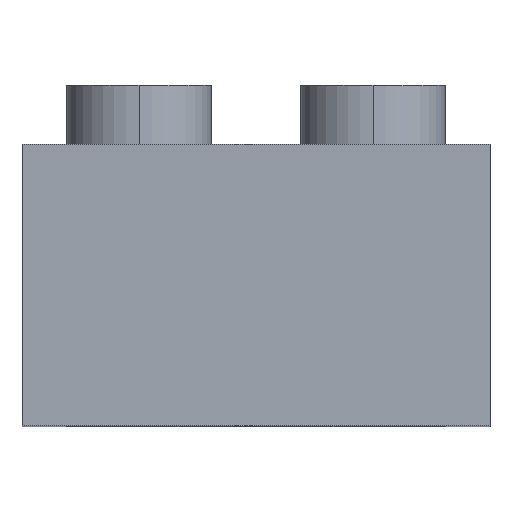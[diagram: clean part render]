
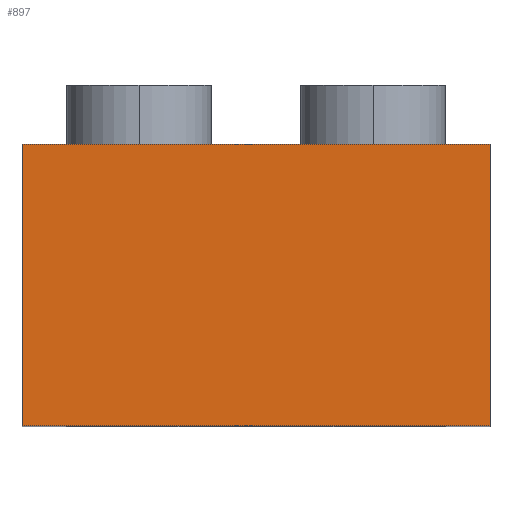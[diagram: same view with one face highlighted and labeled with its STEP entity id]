
A CAD part, top view. The second image highlights one B-rep face of the part: STEP entity #897.
In plain terms, the highlighted planar face has unit normal (0, 0, 1).
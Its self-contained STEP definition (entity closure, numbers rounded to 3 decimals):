
#36 = ORIENTED_EDGE ( 'NONE', *, *, #54, .F. ) ;
#47 = CARTESIAN_POINT ( 'NONE',  ( 15.8, 4.75, 0. ) ) ;
#54 = EDGE_CURVE ( 'NONE', #896, #343, #337, .T. ) ;
#118 = EDGE_CURVE ( 'NONE', #865, #896, #159, .T. ) ;
#119 = DIRECTION ( 'NONE',  ( -1., 0., 0. ) ) ;
#159 = LINE ( 'NONE', #964, #939 ) ;
#174 = DIRECTION ( 'NONE',  ( 0., -1., 0. ) ) ;
#211 = DIRECTION ( 'NONE',  ( 0., 0., -1. ) ) ;
#228 = DIRECTION ( 'NONE',  ( 1., 0., 0. ) ) ;
#320 = LINE ( 'NONE', #674, #718 ) ;
#326 = LINE ( 'NONE', #1135, #556 ) ;
#330 = AXIS2_PLACEMENT_3D ( 'NONE', #399, #211, #119 ) ;
#337 = LINE ( 'NONE', #1122, #531 ) ;
#343 = VERTEX_POINT ( 'NONE', #946 ) ;
#399 = CARTESIAN_POINT ( 'NONE',  ( 15.8, 4.75, 0. ) ) ;
#531 = VECTOR ( 'NONE', #174, 1000. ) ;
#556 = VECTOR ( 'NONE', #771, 1000. ) ;
#638 = EDGE_CURVE ( 'NONE', #702, #343, #320, .T. ) ;
#674 = CARTESIAN_POINT ( 'NONE',  ( 15.8, -4.75, 0. ) ) ;
#702 = VERTEX_POINT ( 'NONE', #985 ) ;
#718 = VECTOR ( 'NONE', #228, 1000. ) ;
#771 = DIRECTION ( 'NONE',  ( 0., -1., 0. ) ) ;
#822 = ORIENTED_EDGE ( 'NONE', *, *, #993, .T. ) ;
#839 = CARTESIAN_POINT ( 'NONE',  ( 0., 4.75, 0. ) ) ;
#865 = VERTEX_POINT ( 'NONE', #839 ) ;
#875 = DIRECTION ( 'NONE',  ( 1., 0., 0. ) ) ;
#896 = VERTEX_POINT ( 'NONE', #47 ) ;
#897 = ADVANCED_FACE ( 'NONE', ( #1010 ), #925, .F. ) ;
#908 = ORIENTED_EDGE ( 'NONE', *, *, #638, .T. ) ;
#925 = PLANE ( 'NONE',  #330 ) ;
#939 = VECTOR ( 'NONE', #875, 1000. ) ;
#946 = CARTESIAN_POINT ( 'NONE',  ( 15.8, -4.75, 0. ) ) ;
#955 = EDGE_LOOP ( 'NONE', ( #908, #36, #1138, #822 ) ) ;
#964 = CARTESIAN_POINT ( 'NONE',  ( 15.8, 4.75, 0. ) ) ;
#985 = CARTESIAN_POINT ( 'NONE',  ( 0., -4.75, 0. ) ) ;
#993 = EDGE_CURVE ( 'NONE', #865, #702, #326, .T. ) ;
#1010 = FACE_OUTER_BOUND ( 'NONE', #955, .T. ) ;
#1122 = CARTESIAN_POINT ( 'NONE',  ( 15.8, 4.75, 0. ) ) ;
#1135 = CARTESIAN_POINT ( 'NONE',  ( 0., 4.75, 0. ) ) ;
#1138 = ORIENTED_EDGE ( 'NONE', *, *, #118, .F. ) ;
